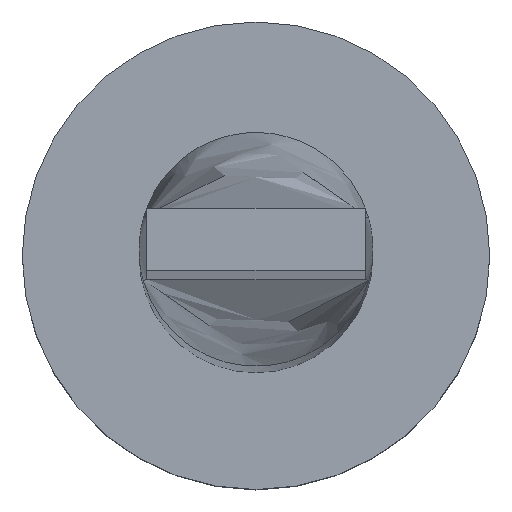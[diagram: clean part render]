
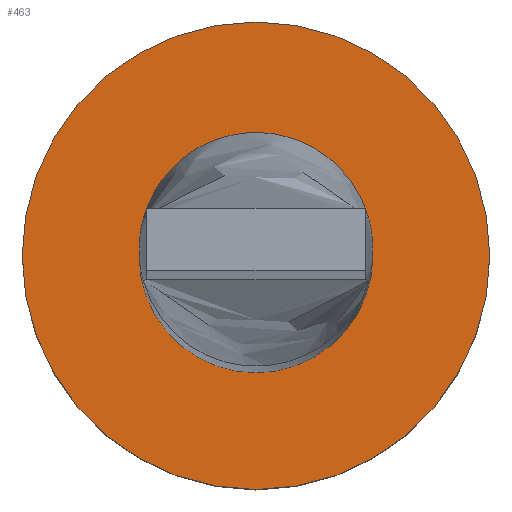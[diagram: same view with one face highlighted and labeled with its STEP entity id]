
A CAD part, top view. The second image highlights one B-rep face of the part: STEP entity #463.
In plain terms, the highlighted planar face has unit normal (0, 0, 1).
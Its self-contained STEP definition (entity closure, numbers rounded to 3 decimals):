
#17 = CIRCLE ( 'NONE', #378, 3. ) ;
#22 = VERTEX_POINT ( 'NONE', #225 ) ;
#38 = FACE_BOUND ( 'NONE', #205, .T. ) ;
#60 = CARTESIAN_POINT ( 'NONE',  ( 0., 0., 3. ) ) ;
#72 = AXIS2_PLACEMENT_3D ( 'NONE', #192, #324, #418 ) ;
#73 = DIRECTION ( 'NONE',  ( 1., 0., 0. ) ) ;
#77 = CARTESIAN_POINT ( 'NONE',  ( -3., 0., 3. ) ) ;
#85 = ORIENTED_EDGE ( 'NONE', *, *, #502, .T. ) ;
#101 = CIRCLE ( 'NONE', #72, 3. ) ;
#102 = EDGE_LOOP ( 'NONE', ( #85, #381 ) ) ;
#124 = FACE_OUTER_BOUND ( 'NONE', #102, .T. ) ;
#128 = PLANE ( 'NONE',  #320 ) ;
#146 = CIRCLE ( 'NONE', #360, 1.5 ) ;
#167 = CARTESIAN_POINT ( 'NONE',  ( 0., 0., 3. ) ) ;
#170 = VERTEX_POINT ( 'NONE', #364 ) ;
#178 = DIRECTION ( 'NONE',  ( 1., 0., 0. ) ) ;
#192 = CARTESIAN_POINT ( 'NONE',  ( 0., 0., 3. ) ) ;
#197 = EDGE_CURVE ( 'NONE', #219, #466, #101, .T. ) ;
#205 = EDGE_LOOP ( 'NONE', ( #494, #368 ) ) ;
#219 = VERTEX_POINT ( 'NONE', #371 ) ;
#223 = DIRECTION ( 'NONE',  ( 0., 0., 1. ) ) ;
#225 = CARTESIAN_POINT ( 'NONE',  ( 1.5, 0., 3. ) ) ;
#258 = CIRCLE ( 'NONE', #328, 1.5 ) ;
#282 = EDGE_CURVE ( 'NONE', #170, #22, #258, .T. ) ;
#320 = AXIS2_PLACEMENT_3D ( 'NONE', #486, #223, #352 ) ;
#324 = DIRECTION ( 'NONE',  ( 0., 0., 1. ) ) ;
#328 = AXIS2_PLACEMENT_3D ( 'NONE', #60, #563, #73 ) ;
#336 = DIRECTION ( 'NONE',  ( 1., 0., 0. ) ) ;
#343 = DIRECTION ( 'NONE',  ( 0., 0., 1. ) ) ;
#350 = EDGE_CURVE ( 'NONE', #22, #170, #146, .T. ) ;
#352 = DIRECTION ( 'NONE',  ( 1., 0., 0. ) ) ;
#360 = AXIS2_PLACEMENT_3D ( 'NONE', #167, #343, #336 ) ;
#364 = CARTESIAN_POINT ( 'NONE',  ( -1.5, 0., 3. ) ) ;
#368 = ORIENTED_EDGE ( 'NONE', *, *, #350, .F. ) ;
#371 = CARTESIAN_POINT ( 'NONE',  ( 3., 0., 3. ) ) ;
#378 = AXIS2_PLACEMENT_3D ( 'NONE', #386, #400, #178 ) ;
#381 = ORIENTED_EDGE ( 'NONE', *, *, #197, .T. ) ;
#386 = CARTESIAN_POINT ( 'NONE',  ( 0., 0., 3. ) ) ;
#400 = DIRECTION ( 'NONE',  ( 0., 0., 1. ) ) ;
#418 = DIRECTION ( 'NONE',  ( 1., 0., 0. ) ) ;
#463 = ADVANCED_FACE ( 'NONE', ( #38, #124 ), #128, .T. ) ;
#466 = VERTEX_POINT ( 'NONE', #77 ) ;
#486 = CARTESIAN_POINT ( 'NONE',  ( 0., 0., 3. ) ) ;
#494 = ORIENTED_EDGE ( 'NONE', *, *, #282, .F. ) ;
#502 = EDGE_CURVE ( 'NONE', #466, #219, #17, .T. ) ;
#563 = DIRECTION ( 'NONE',  ( 0., 0., 1. ) ) ;
